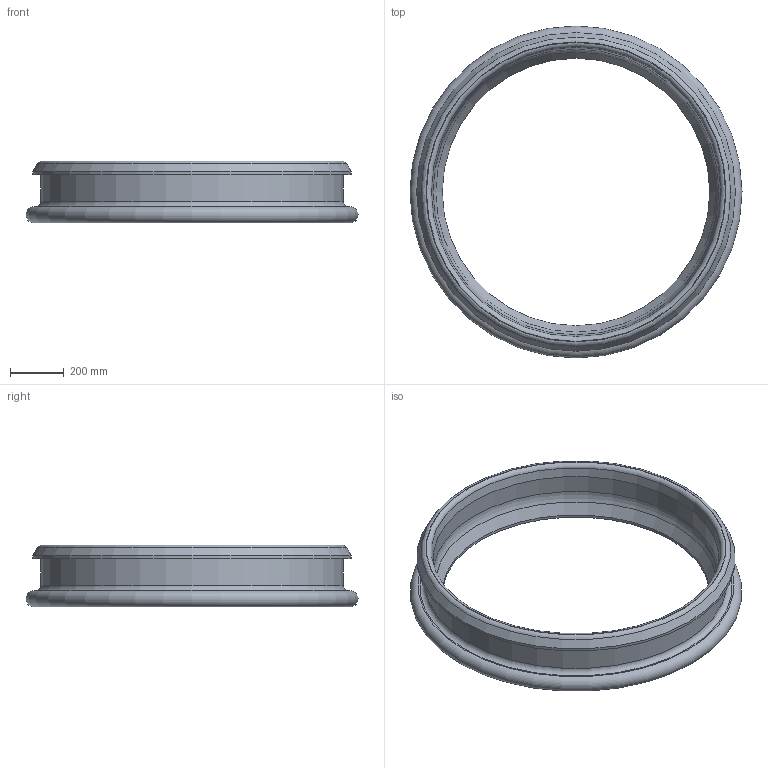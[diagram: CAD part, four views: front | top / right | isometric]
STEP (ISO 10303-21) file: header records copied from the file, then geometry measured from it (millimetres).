
FILE_DESCRIPTION(/* description */ (''),/* implementation_level */ '2;1');
FILE_NAME(/* name */ '00937.100X_3D.stp',/* time_stamp */ '2024-12-11T13:01:44+01:00',/* author */ ('CAD'),/* organization */ (''),/* preprocessor_version */ 'ST-DEVELOPER v20',/* originating_system */ 'AutoCAD Mechanical',/* authorisation */ '');
FILE_SCHEMA (('AUTOMOTIVE_DESIGN { 1 0 10303 214 3 1 1 }'));
Length unit declared in the file: centimetre
Products named in the file (1): Product
Bounding box: 1235 x 1235 x 230 mm (x, y, z)
Volume: 41434842.6 mm3; surface area: 2280991 mm2
Topology: 1 solids, 1 shells, 18 faces, 37 edges, 25 vertices
Faces by surface type: torus 5, plane 5, cone 4, cylinder 4
Full cylindrical faces by diameter (mm): 995 x1, 1065 x1, 1125 x1, 1185 x1
Entity records: 537 total; most frequent: DIRECTION 103, CARTESIAN_POINT 81, ORIENTED_EDGE 72, AXIS2_PLACEMENT_3D 47, EDGE_CURVE 36, CIRCLE 28, EDGE_LOOP 23, VERTEX_POINT 23
